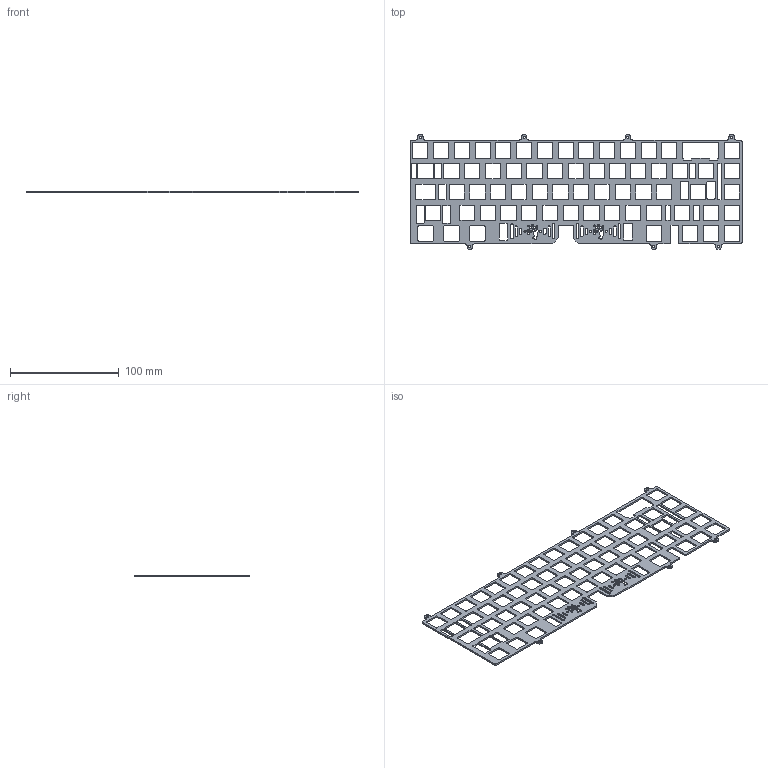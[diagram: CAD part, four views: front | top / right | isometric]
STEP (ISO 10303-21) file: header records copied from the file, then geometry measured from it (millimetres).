
FILE_DESCRIPTION(/* description */ (''),/* implementation_level */ '2;1');
FILE_NAME(/* name */ 'Sessantacinque_Plate_STEP.step',/* time_stamp */ '2020-11-27T00:47:06-06:00',/* author */ (''),/* organization */ (''),/* preprocessor_version */ 'ST-DEVELOPER v18.1',/* originating_system */ 'Autodesk Translation Framework v9.3.0.1241',/* authorisation */ '');
FILE_SCHEMA (('AUTOMOTIVE_DESIGN { 1 0 10303 214 3 1 1 }'));
Length unit declared in the file: millimetre
Products named in the file (4): merisi65_v3_08302020_step_asm v1_LeivurUpdates; MERISI65_V3_SIMPLIFIED_ASM; PLATE; MERISI65_V3_08302020_WKL_TOP_ST
Assembly tree (3 placements, depth 3):
  merisi65_v3_08302020_step_asm v1_LeivurUpdates
    MERISI65_V3_SIMPLIFIED_ASM
      PLATE
    MERISI65_V3_08302020_WKL_TOP_ST
Bounding box: 304.8 x 105.25 x 1.5 mm (x, y, z)
Volume: 21063.1 mm3; surface area: 36510.2 mm2
Topology: 1 solids, 1 shells, 879 faces, 2631 edges, 1754 vertices
Faces by surface type: cylinder 411, plane 388, bspline 80
Full cylindrical faces by diameter (mm): 1.799 x14, 2 x11
Entity records: 31006 total; most frequent: CARTESIAN_POINT 6464, ORIENTED_EDGE 5262, DIRECTION 4905, EDGE_CURVE 2631, VERTEX_POINT 1754, LINE 1649, VECTOR 1649, AXIS2_PLACEMENT_3D 1628
